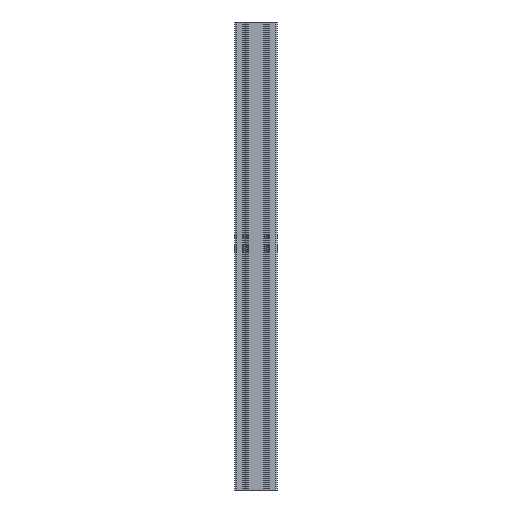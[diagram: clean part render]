
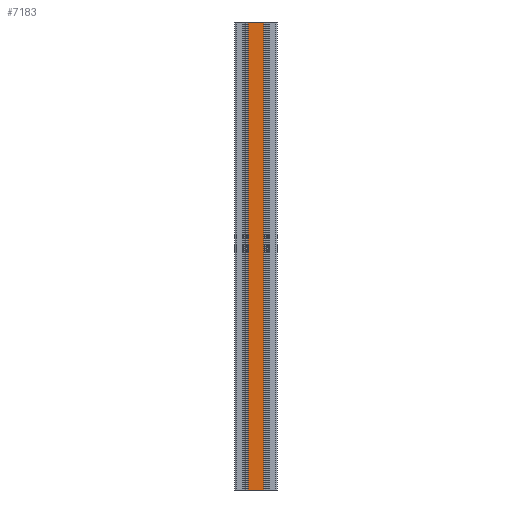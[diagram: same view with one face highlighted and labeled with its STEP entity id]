
A CAD part, left-side view. The second image highlights one B-rep face of the part: STEP entity #7183.
In plain terms, the highlighted planar face has unit normal (-1, 0, 0).
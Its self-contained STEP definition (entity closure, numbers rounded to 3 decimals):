
#445 = DIRECTION ( 'NONE',  ( 0., 0., -1. ) ) ;
#545 = ORIENTED_EDGE ( 'NONE', *, *, #2886, .T. ) ;
#1514 = VECTOR ( 'NONE', #8703, 1000. ) ;
#1791 = CARTESIAN_POINT ( 'NONE',  ( -22.5, -38.9, 1000. ) ) ;
#1796 = ORIENTED_EDGE ( 'NONE', *, *, #4732, .F. ) ;
#2145 = LINE ( 'NONE', #3428, #3449 ) ;
#2480 = PLANE ( 'NONE',  #8368 ) ;
#2487 = CARTESIAN_POINT ( 'NONE',  ( -22.5, -6.1, 1000. ) ) ;
#2886 = EDGE_CURVE ( 'NONE', #5139, #3710, #2145, .T. ) ;
#2969 = DIRECTION ( 'NONE',  ( 0., -1., 0. ) ) ;
#3428 = CARTESIAN_POINT ( 'NONE',  ( -22.5, -6.1, 1000. ) ) ;
#3449 = VECTOR ( 'NONE', #7643, 1000. ) ;
#3486 = CARTESIAN_POINT ( 'NONE',  ( -22.5, -6.1, 0. ) ) ;
#3670 = CARTESIAN_POINT ( 'NONE',  ( -22.5, -38.9, 0. ) ) ;
#3695 = CARTESIAN_POINT ( 'NONE',  ( -22.5, 0., 1000. ) ) ;
#3710 = VERTEX_POINT ( 'NONE', #3486 ) ;
#3790 = VECTOR ( 'NONE', #2969, 1000. ) ;
#4234 = CARTESIAN_POINT ( 'NONE',  ( -22.5, 0., 0. ) ) ;
#4325 = CARTESIAN_POINT ( 'NONE',  ( -22.5, -38.9, 1000. ) ) ;
#4500 = LINE ( 'NONE', #4234, #7716 ) ;
#4602 = DIRECTION ( 'NONE',  ( 1., 0., 0. ) ) ;
#4732 = EDGE_CURVE ( 'NONE', #5139, #6281, #5637, .T. ) ;
#5139 = VERTEX_POINT ( 'NONE', #2487 ) ;
#5637 = LINE ( 'NONE', #3695, #3790 ) ;
#5783 = FACE_OUTER_BOUND ( 'NONE', #8155, .T. ) ;
#6281 = VERTEX_POINT ( 'NONE', #4325 ) ;
#6997 = DIRECTION ( 'NONE',  ( 0., -1., 0. ) ) ;
#7183 = ADVANCED_FACE ( 'NONE', ( #5783 ), #2480, .F. ) ;
#7335 = CARTESIAN_POINT ( 'NONE',  ( -22.5, 0., 1000. ) ) ;
#7339 = EDGE_CURVE ( 'NONE', #3710, #8663, #4500, .T. ) ;
#7441 = ORIENTED_EDGE ( 'NONE', *, *, #8167, .F. ) ;
#7643 = DIRECTION ( 'NONE',  ( 0., 0., -1. ) ) ;
#7716 = VECTOR ( 'NONE', #6997, 1000. ) ;
#8155 = EDGE_LOOP ( 'NONE', ( #8198, #7441, #1796, #545 ) ) ;
#8167 = EDGE_CURVE ( 'NONE', #6281, #8663, #8662, .T. ) ;
#8198 = ORIENTED_EDGE ( 'NONE', *, *, #7339, .T. ) ;
#8368 = AXIS2_PLACEMENT_3D ( 'NONE', #7335, #4602, #445 ) ;
#8662 = LINE ( 'NONE', #1791, #1514 ) ;
#8663 = VERTEX_POINT ( 'NONE', #3670 ) ;
#8703 = DIRECTION ( 'NONE',  ( 0., 0., -1. ) ) ;
